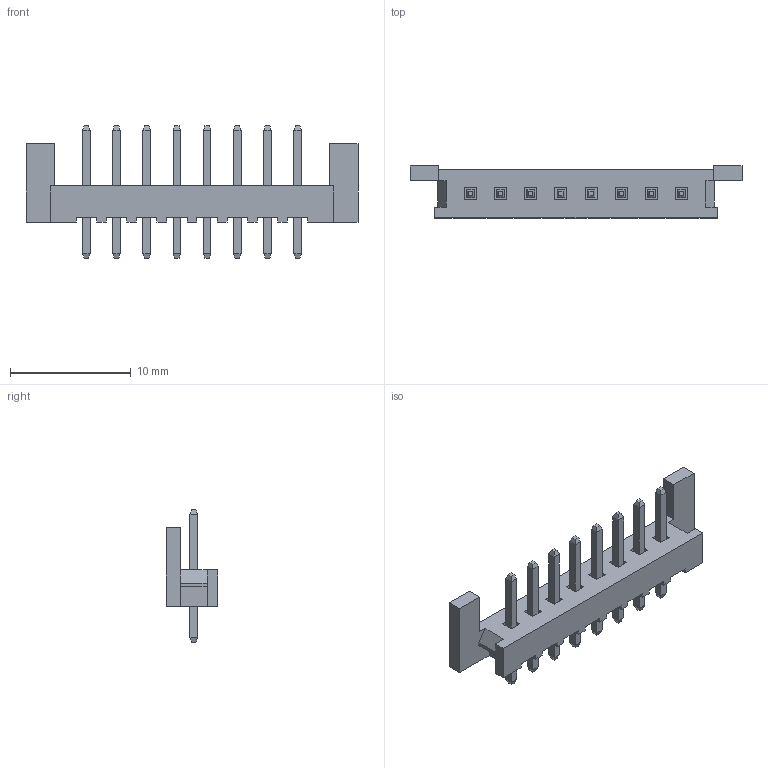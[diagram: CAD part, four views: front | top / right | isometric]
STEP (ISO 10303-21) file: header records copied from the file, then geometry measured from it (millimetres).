
FILE_DESCRIPTION(('CoCreate Modeling STEP Export'),'2;1');
FILE_NAME('HNC2-2.5P-8DS.stp','2013-10-16T 8:25:14',(''),(''),'CoCreate Modeling STEP processor for AP214 (Solid Model)','CoCreate Modeling 17.0 01-Apr-2010 (C) Parametric Technology GmbH','');
FILE_SCHEMA(('AUTOMOTIVE_DESIGN { 1 0 10303 214 1 1 1 1 }'));
Length unit declared in the file: millimetre
Products named in the file (1): HNC2-2.5P-8DS
Bounding box: 27.5 x 4.3 x 11 mm (x, y, z)
Volume: 304.7 mm3; surface area: 649.3 mm2
Topology: 1 solids, 1 shells, 242 faces, 584 edges, 368 vertices
Faces by surface type: plane 242
Entity records: 6550 total; most frequent: ORIENTED_EDGE 1168, CARTESIAN_POINT 1131, DIRECTION 974, EDGE_CURVE 584, VECTOR 552, LINE 552, VERTEX_POINT 368, EDGE_LOOP 266
